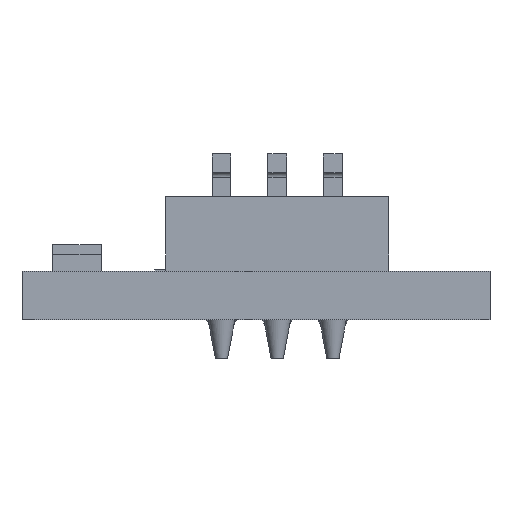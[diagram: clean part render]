
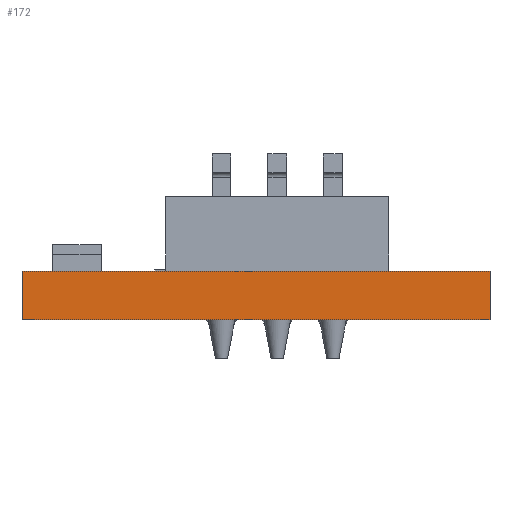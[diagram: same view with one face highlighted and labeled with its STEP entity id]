
A CAD part, front view. The second image highlights one B-rep face of the part: STEP entity #172.
In plain terms, the highlighted free-form (B-spline) face has degree [1, 1] with [2, 2] control points.
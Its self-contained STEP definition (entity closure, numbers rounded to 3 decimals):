
#172=ADVANCED_FACE('',(#344),#5948,.T.);
#344=FACE_OUTER_BOUND('',#521,.T.);
#521=EDGE_LOOP('',(#1148,#1149,#1150,#1151));
#1148=ORIENTED_EDGE('',*,*,#4130,.T.);
#1149=ORIENTED_EDGE('',*,*,#4131,.T.);
#1150=ORIENTED_EDGE('',*,*,#4132,.T.);
#1151=ORIENTED_EDGE('',*,*,#4133,.T.);
#2124=PCURVE('',#5948,#3016);
#2125=PCURVE('',#5948,#3017);
#2126=PCURVE('',#5948,#3018);
#2127=PCURVE('',#5948,#3019);
#2163=PCURVE('',#5949,#3055);
#2167=PCURVE('',#5950,#3059);
#2168=PCURVE('',#5951,#3060);
#2255=PCURVE('',#5952,#3147);
#3016=DEFINITIONAL_REPRESENTATION('',(#5090),#12617);
#3017=DEFINITIONAL_REPRESENTATION('',(#5092),#12617);
#3018=DEFINITIONAL_REPRESENTATION('',(#5094),#12617);
#3019=DEFINITIONAL_REPRESENTATION('',(#5096),#12617);
#3055=DEFINITIONAL_REPRESENTATION('',(#5134),#12617);
#3059=DEFINITIONAL_REPRESENTATION('',(#5140),#12617);
#3060=DEFINITIONAL_REPRESENTATION('',(#5141),#12617);
#3147=DEFINITIONAL_REPRESENTATION('',(#5217),#12617);
#3684=SURFACE_CURVE('',#5089,(#2124,#2168),.PCURVE_S1.);
#3685=SURFACE_CURVE('',#5091,(#2125,#2167),.PCURVE_S1.);
#3686=SURFACE_CURVE('',#5093,(#2126,#2255),.PCURVE_S1.);
#3687=SURFACE_CURVE('',#5095,(#2127,#2163),.PCURVE_S1.);
#4130=EDGE_CURVE('',#5730,#5732,#3684,.T.);
#4131=EDGE_CURVE('',#5732,#5733,#3685,.T.);
#4132=EDGE_CURVE('',#5733,#5731,#3686,.T.);
#4133=EDGE_CURVE('',#5731,#5730,#3687,.T.);
#5089=B_SPLINE_CURVE_WITH_KNOTS('',1,(#10306,#10307),.UNSPECIFIED.,.F.,
 .F.,(2,2),(-49.66,-34.33),.UNSPECIFIED.);
#5090=B_SPLINE_CURVE_WITH_KNOTS('',1,(#10308,#10309),.UNSPECIFIED.,.F.,
 .F.,(2,2),(-49.66,-34.33),.UNSPECIFIED.);
#5091=B_SPLINE_CURVE_WITH_KNOTS('',1,(#10310,#10311),.UNSPECIFIED.,.F.,
 .F.,(2,2),(0.,1.6),.UNSPECIFIED.);
#5092=B_SPLINE_CURVE_WITH_KNOTS('',1,(#10312,#10313),.UNSPECIFIED.,.F.,
 .F.,(2,2),(0.,1.6),.UNSPECIFIED.);
#5093=B_SPLINE_CURVE_WITH_KNOTS('',1,(#10314,#10315),.UNSPECIFIED.,.F.,
 .F.,(2,2),(34.33,49.66),.UNSPECIFIED.);
#5094=B_SPLINE_CURVE_WITH_KNOTS('',1,(#10316,#10317),.UNSPECIFIED.,.F.,
 .F.,(2,2),(34.33,49.66),.UNSPECIFIED.);
#5095=B_SPLINE_CURVE_WITH_KNOTS('',1,(#10318,#10319),.UNSPECIFIED.,.F.,
 .F.,(2,2),(-1.6,0.),.UNSPECIFIED.);
#5096=B_SPLINE_CURVE_WITH_KNOTS('',1,(#10320,#10321),.UNSPECIFIED.,.F.,
 .F.,(2,2),(-1.6,0.),.UNSPECIFIED.);
#5134=B_SPLINE_CURVE_WITH_KNOTS('',1,(#10568,#10569),.UNSPECIFIED.,.F.,
 .F.,(2,2),(-1.6,0.),.UNSPECIFIED.);
#5140=B_SPLINE_CURVE_WITH_KNOTS('',1,(#10592,#10593),.UNSPECIFIED.,.F.,
 .F.,(2,2),(0.,1.6),.UNSPECIFIED.);
#5141=B_SPLINE_CURVE_WITH_KNOTS('',1,(#10594,#10595),.UNSPECIFIED.,.F.,
 .F.,(2,2),(-49.66,-34.33),.UNSPECIFIED.);
#5217=B_SPLINE_CURVE_WITH_KNOTS('',1,(#10962,#10963),.UNSPECIFIED.,.F.,
 .F.,(2,2),(34.33,49.66),.UNSPECIFIED.);
#5730=VERTEX_POINT('',#7516);
#5731=VERTEX_POINT('',#7517);
#5732=VERTEX_POINT('',#7518);
#5733=VERTEX_POINT('',#7519);
#5948=B_SPLINE_SURFACE_WITH_KNOTS('',1,1,((#6830,#6831),(#6832,#6833)),
 .UNSPECIFIED.,.F.,.F.,.F.,(2,2),(2,2),(-49.66,-34.33),(0.,1.6),
 .UNSPECIFIED.);
#5949=B_SPLINE_SURFACE_WITH_KNOTS('',1,1,((#6978,#6979),(#6980,#6981)),
 .UNSPECIFIED.,.F.,.F.,.F.,(2,2),(2,2),(-68.66,-49.66),(0.,1.6),
 .UNSPECIFIED.);
#5950=B_SPLINE_SURFACE_WITH_KNOTS('',1,1,((#6982,#6983),(#6984,#6985)),
 .UNSPECIFIED.,.F.,.F.,.F.,(2,2),(2,2),(-34.33,-15.33),(0.,1.6),
 .UNSPECIFIED.);
#5951=B_SPLINE_SURFACE_WITH_KNOTS('',1,1,((#6986,#6987),(#6988,#6989)),
 .UNSPECIFIED.,.F.,.F.,.F.,(2,2),(2,2),(0.,19.),(0.,15.33),
 .UNSPECIFIED.);
#5952=B_SPLINE_SURFACE_WITH_KNOTS('',1,1,((#6990,#6991),(#6992,#6993)),
 .UNSPECIFIED.,.F.,.F.,.F.,(2,2),(2,2),(0.,15.33),(0.,19.),
 .UNSPECIFIED.);
#6830=CARTESIAN_POINT('',(153.784,113.329,93.616));
#6831=CARTESIAN_POINT('',(153.784,113.329,92.016));
#6832=CARTESIAN_POINT('',(138.454,113.329,93.616));
#6833=CARTESIAN_POINT('',(138.454,113.329,92.016));
#6978=CARTESIAN_POINT('',(153.784,132.329,93.616));
#6979=CARTESIAN_POINT('',(153.784,132.329,92.016));
#6980=CARTESIAN_POINT('',(153.784,113.329,93.616));
#6981=CARTESIAN_POINT('',(153.784,113.329,92.016));
#6982=CARTESIAN_POINT('',(138.454,113.329,93.616));
#6983=CARTESIAN_POINT('',(138.454,113.329,92.016));
#6984=CARTESIAN_POINT('',(138.454,132.329,93.616));
#6985=CARTESIAN_POINT('',(138.454,132.329,92.016));
#6986=CARTESIAN_POINT('',(138.454,132.329,93.616));
#6987=CARTESIAN_POINT('',(153.784,132.329,93.616));
#6988=CARTESIAN_POINT('',(138.454,113.329,93.616));
#6989=CARTESIAN_POINT('',(153.784,113.329,93.616));
#6990=CARTESIAN_POINT('',(138.454,132.329,92.016));
#6991=CARTESIAN_POINT('',(138.454,113.329,92.016));
#6992=CARTESIAN_POINT('',(153.784,132.329,92.016));
#6993=CARTESIAN_POINT('',(153.784,113.329,92.016));
#7516=CARTESIAN_POINT('',(153.784,113.329,93.616));
#7517=CARTESIAN_POINT('',(153.784,113.329,92.016));
#7518=CARTESIAN_POINT('',(138.454,113.329,93.616));
#7519=CARTESIAN_POINT('',(138.454,113.329,92.016));
#10306=CARTESIAN_POINT('',(153.784,113.329,93.616));
#10307=CARTESIAN_POINT('',(138.454,113.329,93.616));
#10308=CARTESIAN_POINT('',(-49.66,0.));
#10309=CARTESIAN_POINT('',(-34.33,0.));
#10310=CARTESIAN_POINT('',(138.454,113.329,93.616));
#10311=CARTESIAN_POINT('',(138.454,113.329,92.016));
#10312=CARTESIAN_POINT('',(-34.33,0.));
#10313=CARTESIAN_POINT('',(-34.33,1.6));
#10314=CARTESIAN_POINT('',(138.454,113.329,92.016));
#10315=CARTESIAN_POINT('',(153.784,113.329,92.016));
#10316=CARTESIAN_POINT('',(-34.33,1.6));
#10317=CARTESIAN_POINT('',(-49.66,1.6));
#10318=CARTESIAN_POINT('',(153.784,113.329,92.016));
#10319=CARTESIAN_POINT('',(153.784,113.329,93.616));
#10320=CARTESIAN_POINT('',(-49.66,1.6));
#10321=CARTESIAN_POINT('',(-49.66,0.));
#10568=CARTESIAN_POINT('',(-49.66,1.6));
#10569=CARTESIAN_POINT('',(-49.66,0.));
#10592=CARTESIAN_POINT('',(-34.33,0.));
#10593=CARTESIAN_POINT('',(-34.33,1.6));
#10594=CARTESIAN_POINT('',(19.,15.33));
#10595=CARTESIAN_POINT('',(19.,0.));
#10962=CARTESIAN_POINT('',(0.,19.));
#10963=CARTESIAN_POINT('',(15.33,19.));
#12617=(
GEOMETRIC_REPRESENTATION_CONTEXT(2)
PARAMETRIC_REPRESENTATION_CONTEXT()
REPRESENTATION_CONTEXT('pspace','')
);
